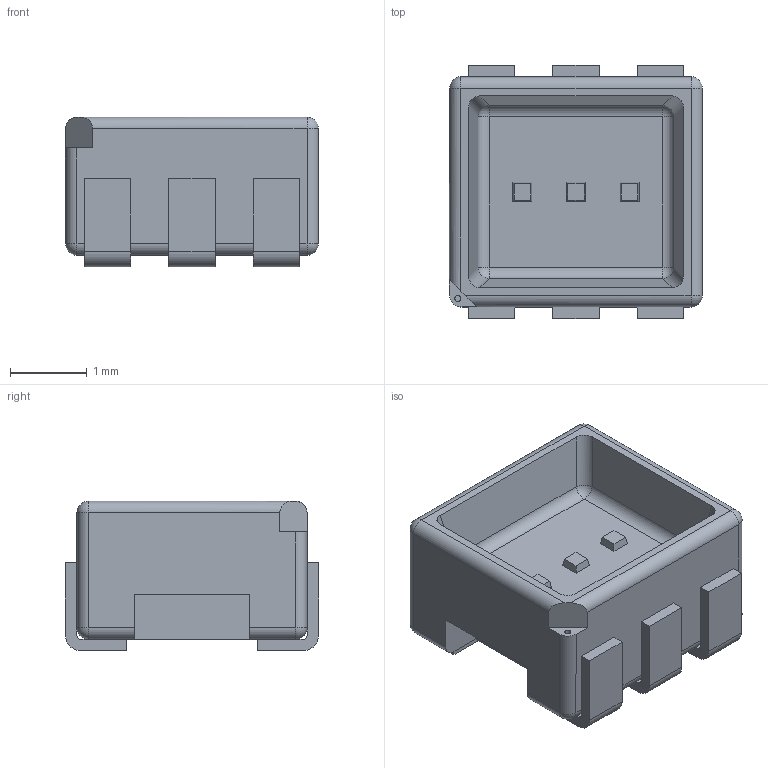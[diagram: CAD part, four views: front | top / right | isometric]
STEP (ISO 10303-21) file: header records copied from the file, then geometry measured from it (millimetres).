
FILE_DESCRIPTION (( 'STEP AP214' ), '1' );
FILE_NAME ('PLCC-6-LED.STEP', '2015-08-24T20:26:53', ( '' ), ( '' ), 'SwSTEP 2.0', 'SolidWorks 2014', '' );
FILE_SCHEMA (( 'AUTOMOTIVE_DESIGN' ));
Length unit declared in the file: millimetre
Products named in the file (1): PLCC-6-LED
Bounding box: 3.3 x 3.3 x 1.95 mm (x, y, z)
Volume: 12.7 mm3; surface area: 55.3 mm2
Topology: 1 solids, 1 shells, 132 faces, 361 edges, 217 vertices
Faces by surface type: plane 85, cylinder 36, sphere 11
Entity records: 4911 total; most frequent: CARTESIAN_POINT 722, ORIENTED_EDGE 708, DIRECTION 680, EDGE_CURVE 354, LINE 282, VECTOR 282, VERTEX_POINT 217, AXIS2_PLACEMENT_3D 199
